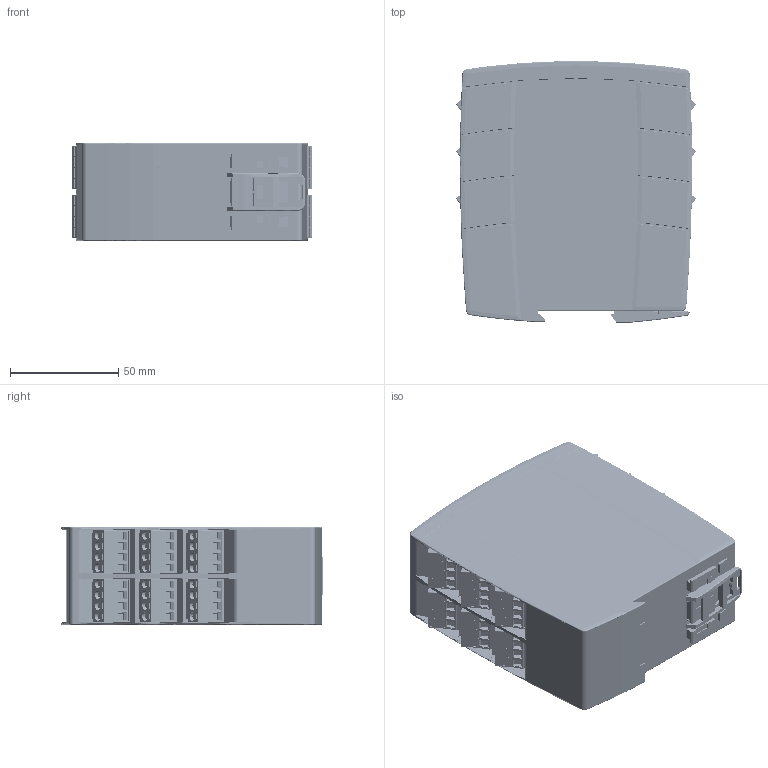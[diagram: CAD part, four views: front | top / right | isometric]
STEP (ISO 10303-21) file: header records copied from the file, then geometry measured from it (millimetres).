
FILE_DESCRIPTION (( 'STEP AP214' ), '1' );
FILE_NAME ('UH6932-02PS-010-24.STEP', '2019-01-30T20:14:29', ( '' ), ( '' ), 'SwSTEP 2.0', 'SolidWorks 2018', '' );
FILE_SCHEMA (( 'AUTOMOTIVE_DESIGN' ));
Length unit declared in the file: inch
Products named in the file (1): UH6932-02PS-010-24
Bounding box: 110.79 x 120.7 x 45.3 mm (x, y, z)
Volume: 108089.4 mm3; surface area: 119917.3 mm2
Topology: 13 solids, 133 shells, 9557 faces, 25313 edges, 16603 vertices
Faces by surface type: plane 7531, cylinder 1760, cone 230, bspline 34, torus 2
Full cylindrical faces by diameter (mm): 0.744 x24, 0.804 x24, 1.24 x1, 1.34 x1, 1.5 x48, 2 x24, 3.2 x48, 3.783 x48, 4 x48
Entity records: 291679 total; most frequent: CARTESIAN_POINT 53823, ORIENTED_EDGE 49732, DIRECTION 47245, EDGE_CURVE 24866, LINE 20089, VECTOR 20089, VERTEX_POINT 16494, AXIS2_PLACEMENT_3D 13578
